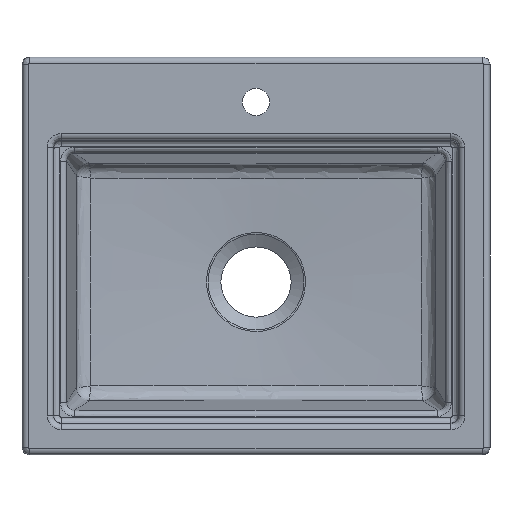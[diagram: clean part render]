
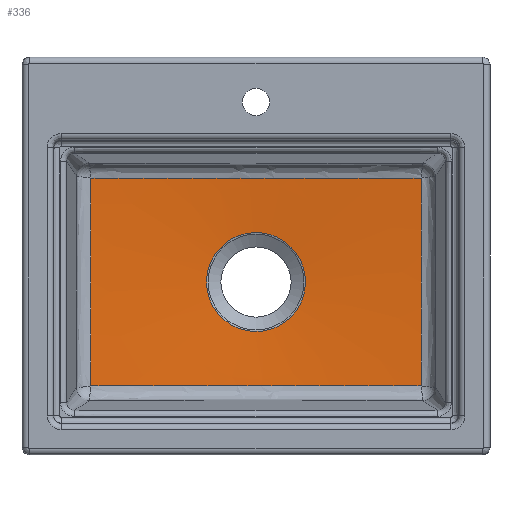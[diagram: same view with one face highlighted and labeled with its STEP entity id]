
A CAD part, top view. The second image highlights one B-rep face of the part: STEP entity #336.
In plain terms, the highlighted conical face has half-angle 86 degrees and reference radius 412.32 mm.
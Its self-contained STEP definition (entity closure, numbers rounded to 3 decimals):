
#61=CONICAL_SURFACE('',#2317,412.321,86.);
#142=FACE_BOUND('',#700,.T.);
#143=FACE_BOUND('',#701,.T.);
#336=ADVANCED_FACE('',(#142,#143),#61,.F.);
#700=EDGE_LOOP('',(#1182));
#701=EDGE_LOOP('',(#1183,#1184,#1185,#1186));
#818=CIRCLE('',#2316,63.472);
#1182=ORIENTED_EDGE('',*,*,#1926,.T.);
#1183=ORIENTED_EDGE('',*,*,#1927,.T.);
#1184=ORIENTED_EDGE('',*,*,#1928,.T.);
#1185=ORIENTED_EDGE('',*,*,#1929,.T.);
#1186=ORIENTED_EDGE('',*,*,#1930,.T.);
#1654=VERTEX_POINT('',#18348);
#1655=VERTEX_POINT('',#18359);
#1656=VERTEX_POINT('',#18360);
#1657=VERTEX_POINT('',#18367);
#1658=VERTEX_POINT('',#18378);
#1926=EDGE_CURVE('',#1654,#1654,#818,.T.);
#1927=EDGE_CURVE('',#1655,#1656,#2220,.T.);
#1928=EDGE_CURVE('',#1656,#1657,#2221,.T.);
#1929=EDGE_CURVE('',#1657,#1658,#2222,.T.);
#1930=EDGE_CURVE('',#1658,#1655,#2223,.T.);
#2220=B_SPLINE_CURVE_WITH_KNOTS('',3,(#18349,#18350,#18351,#18352,#18353,
#18354,#18355,#18356,#18357,#18358),.UNSPECIFIED.,.F.,.F.,(4,2,2,2,4),(0.,
0.25,0.5,0.75,1.),.UNSPECIFIED.);
#2221=B_SPLINE_CURVE_WITH_KNOTS('',3,(#18361,#18362,#18363,#18364,#18365,
#18366),.UNSPECIFIED.,.F.,.F.,(4,2,4),(0.,0.5,1.),.UNSPECIFIED.);
#2222=B_SPLINE_CURVE_WITH_KNOTS('',3,(#18368,#18369,#18370,#18371,#18372,
#18373,#18374,#18375,#18376,#18377),.UNSPECIFIED.,.F.,.F.,(4,2,2,2,4),(0.,
0.25,0.5,0.75,1.),.UNSPECIFIED.);
#2223=B_SPLINE_CURVE_WITH_KNOTS('',3,(#18379,#18380,#18381,#18382,#18383,
#18384),.UNSPECIFIED.,.F.,.F.,(4,2,4),(0.,0.5,1.),.UNSPECIFIED.);
#2316=AXIS2_PLACEMENT_3D('',#18347,#2512,#2513);
#2317=AXIS2_PLACEMENT_3D('',#18385,#2514,#2515);
#2512=DIRECTION('',(0.,0.,-1.));
#2513=DIRECTION('',(-1.,0.,0.));
#2514=DIRECTION('',(0.,0.,1.));
#2515=DIRECTION('',(1.,0.,0.));
#18347=CARTESIAN_POINT('',(0.,0.,20.081));
#18348=CARTESIAN_POINT('',(-63.472,0.,20.081));
#18349=CARTESIAN_POINT('',(211.751,133.314,33.139));
#18350=CARTESIAN_POINT('',(176.497,133.219,31.05));
#18351=CARTESIAN_POINT('',(141.239,133.166,29.078));
#18352=CARTESIAN_POINT('',(70.695,133.179,26.007));
#18353=CARTESIAN_POINT('',(35.407,133.25,24.961));
#18354=CARTESIAN_POINT('',(-35.233,133.25,24.958));
#18355=CARTESIAN_POINT('',(-70.583,133.179,26.003));
#18356=CARTESIAN_POINT('',(-141.19,133.166,29.075));
#18357=CARTESIAN_POINT('',(-176.473,133.219,31.048));
#18358=CARTESIAN_POINT('',(-211.751,133.314,33.139));
#18359=CARTESIAN_POINT('',(211.751,133.314,33.139));
#18360=CARTESIAN_POINT('',(-211.751,133.314,33.139));
#18361=CARTESIAN_POINT('',(-211.751,133.314,33.139));
#18362=CARTESIAN_POINT('',(-211.718,88.89,31.482));
#18363=CARTESIAN_POINT('',(-211.73,44.438,30.448));
#18364=CARTESIAN_POINT('',(-211.73,-44.447,30.448));
#18365=CARTESIAN_POINT('',(-211.718,-88.89,31.482));
#18366=CARTESIAN_POINT('',(-211.751,-133.314,33.139));
#18367=CARTESIAN_POINT('',(-211.751,-133.314,33.139));
#18368=CARTESIAN_POINT('',(-211.751,-133.314,33.139));
#18369=CARTESIAN_POINT('',(-176.497,-133.219,31.05));
#18370=CARTESIAN_POINT('',(-141.239,-133.166,29.078));
#18371=CARTESIAN_POINT('',(-70.695,-133.179,26.007));
#18372=CARTESIAN_POINT('',(-35.407,-133.25,24.961));
#18373=CARTESIAN_POINT('',(35.233,-133.25,24.958));
#18374=CARTESIAN_POINT('',(70.583,-133.179,26.003));
#18375=CARTESIAN_POINT('',(141.19,-133.166,29.075));
#18376=CARTESIAN_POINT('',(176.473,-133.219,31.048));
#18377=CARTESIAN_POINT('',(211.751,-133.314,33.139));
#18378=CARTESIAN_POINT('',(211.751,-133.314,33.139));
#18379=CARTESIAN_POINT('',(211.751,-133.314,33.139));
#18380=CARTESIAN_POINT('',(211.718,-88.89,31.482));
#18381=CARTESIAN_POINT('',(211.73,-44.438,30.448));
#18382=CARTESIAN_POINT('',(211.73,44.447,30.448));
#18383=CARTESIAN_POINT('',(211.718,88.89,31.482));
#18384=CARTESIAN_POINT('',(211.751,133.314,33.139));
#18385=CARTESIAN_POINT('',(0.,0.,44.474));
